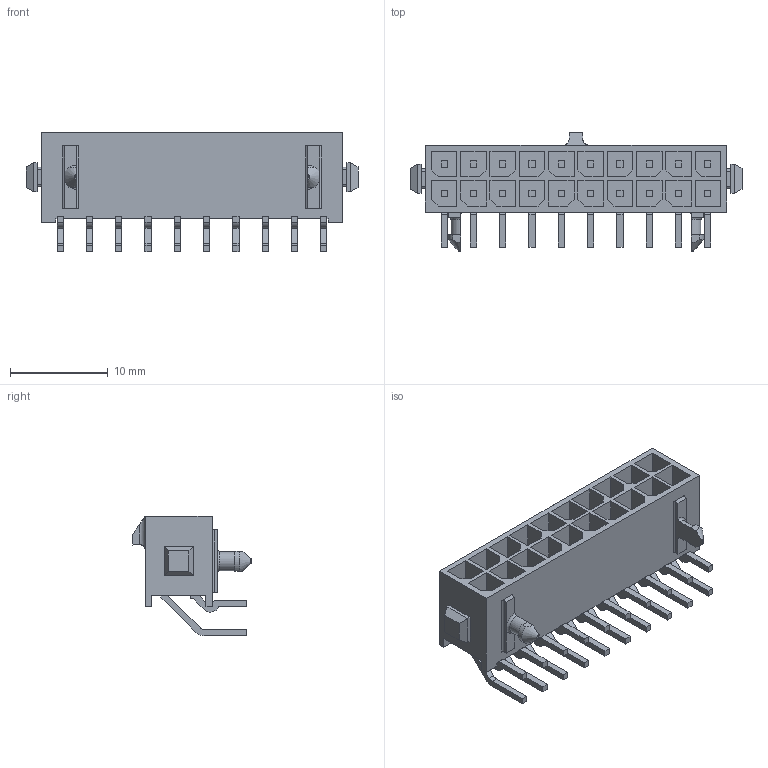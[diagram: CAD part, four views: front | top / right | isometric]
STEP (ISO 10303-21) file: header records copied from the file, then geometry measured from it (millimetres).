
FILE_DESCRIPTION((''),'2;1');
FILE_NAME('C-5-794618-0','2017-05-02T',('workeradm'),('Tyco Electronics Ltd.'),'CREO PARAMETRIC BY PTC INC, 2016050','CREO PARAMETRIC BY PTC INC, 2016050','');
FILE_SCHEMA(('AUTOMOTIVE_DESIGN { 1 0 10303 214 1 1 1 1 }'));
Length unit declared in the file: millimetre
Products named in the file (1): C-5-794618-0
Bounding box: 34 x 12.18 x 12.24 mm (x, y, z)
Volume: 1051.4 mm3; surface area: 3142.9 mm2
Topology: 1 solids, 1 shells, 545 faces, 1539 edges, 1022 vertices
Faces by surface type: plane 460, cylinder 79, torus 2, bspline 2, cone 2
Entity records: 17749 total; most frequent: CARTESIAN_POINT 3218, ORIENTED_EDGE 3078, DIRECTION 2787, EDGE_CURVE 1539, VECTOR 1361, LINE 1361, VERTEX_POINT 1022, AXIS2_PLACEMENT_3D 713
